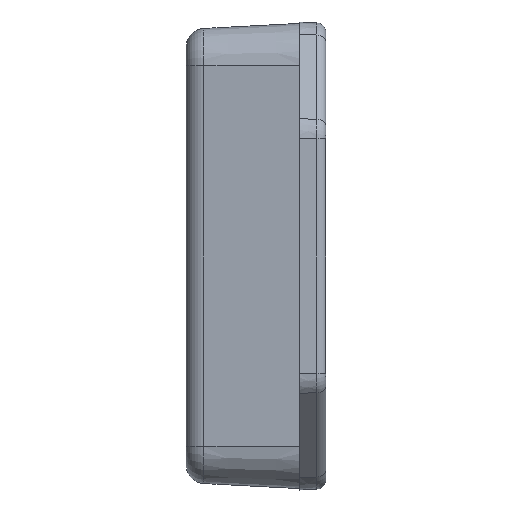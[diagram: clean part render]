
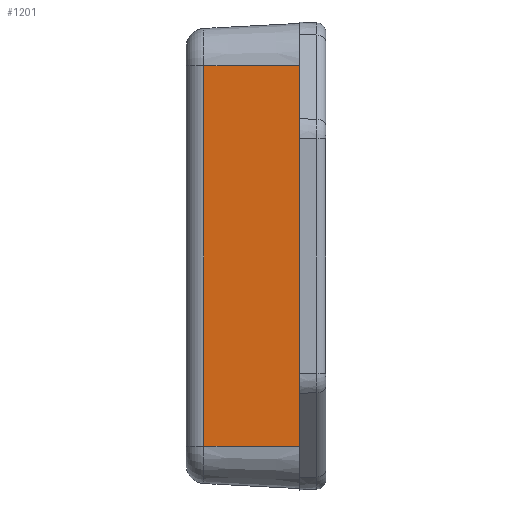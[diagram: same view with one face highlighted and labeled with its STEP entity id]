
A CAD part, left-side view. The second image highlights one B-rep face of the part: STEP entity #1201.
In plain terms, the highlighted face is planar.
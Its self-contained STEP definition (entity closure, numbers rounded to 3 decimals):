
#344 = EDGE_CURVE ( 'NONE', #13063, #4311, #3310, .T. ) ;
#414 = DIRECTION ( 'NONE',  ( 0., -0.999, -0.052 ) ) ;
#751 = AXIS2_PLACEMENT_3D ( 'NONE', #5318, #12651, #3267 ) ;
#1201 = ADVANCED_FACE ( 'NONE', ( #4106 ), #11601, .T. ) ;
#1254 = ORIENTED_EDGE ( 'NONE', *, *, #6664, .T. ) ;
#1331 = VERTEX_POINT ( 'NONE', #9718 ) ;
#1832 = ORIENTED_EDGE ( 'NONE', *, *, #3951, .F. ) ;
#1904 = LINE ( 'NONE', #8705, #6354 ) ;
#2427 = CARTESIAN_POINT ( 'NONE',  ( -20.3, 10.205, -24.265 ) ) ;
#2888 = DIRECTION ( 'NONE',  ( 0., -0.999, -0.052 ) ) ;
#3057 = EDGE_LOOP ( 'NONE', ( #1832, #10054, #1254, #7322 ) ) ;
#3267 = DIRECTION ( 'NONE',  ( 0., 0.999, 0.052 ) ) ;
#3310 = LINE ( 'NONE', #12641, #7566 ) ;
#3761 = CARTESIAN_POINT ( 'NONE',  ( 20.3, 0., -24.8 ) ) ;
#3951 = EDGE_CURVE ( 'NONE', #13063, #1331, #8173, .T. ) ;
#4106 = FACE_OUTER_BOUND ( 'NONE', #3057, .T. ) ;
#4311 = VERTEX_POINT ( 'NONE', #5348 ) ;
#5318 = CARTESIAN_POINT ( 'NONE',  ( -20.3, 0., -24.8 ) ) ;
#5348 = CARTESIAN_POINT ( 'NONE',  ( 20.3, 10.205, -24.265 ) ) ;
#5359 = VECTOR ( 'NONE', #414, 1000. ) ;
#5461 = VECTOR ( 'NONE', #2888, 1000. ) ;
#6354 = VECTOR ( 'NONE', #7597, 1000. ) ;
#6355 = DIRECTION ( 'NONE',  ( 1., 0., 0. ) ) ;
#6664 = EDGE_CURVE ( 'NONE', #4311, #7274, #13333, .T. ) ;
#7274 = VERTEX_POINT ( 'NONE', #9471 ) ;
#7322 = ORIENTED_EDGE ( 'NONE', *, *, #11931, .T. ) ;
#7566 = VECTOR ( 'NONE', #6355, 1000. ) ;
#7597 = DIRECTION ( 'NONE',  ( -1., 0., 0. ) ) ;
#8173 = LINE ( 'NONE', #13039, #5359 ) ;
#8705 = CARTESIAN_POINT ( 'NONE',  ( -20.3, 0., -24.8 ) ) ;
#9471 = CARTESIAN_POINT ( 'NONE',  ( 20.3, 0., -24.8 ) ) ;
#9718 = CARTESIAN_POINT ( 'NONE',  ( -20.3, 0., -24.8 ) ) ;
#10054 = ORIENTED_EDGE ( 'NONE', *, *, #344, .T. ) ;
#11601 = PLANE ( 'NONE',  #751 ) ;
#11931 = EDGE_CURVE ( 'NONE', #7274, #1331, #1904, .T. ) ;
#12641 = CARTESIAN_POINT ( 'NONE',  ( 20.3, 10.205, -24.265 ) ) ;
#12651 = DIRECTION ( 'NONE',  ( 0., 0.052, -0.999 ) ) ;
#13039 = CARTESIAN_POINT ( 'NONE',  ( -20.3, 0., -24.8 ) ) ;
#13063 = VERTEX_POINT ( 'NONE', #2427 ) ;
#13333 = LINE ( 'NONE', #3761, #5461 ) ;
